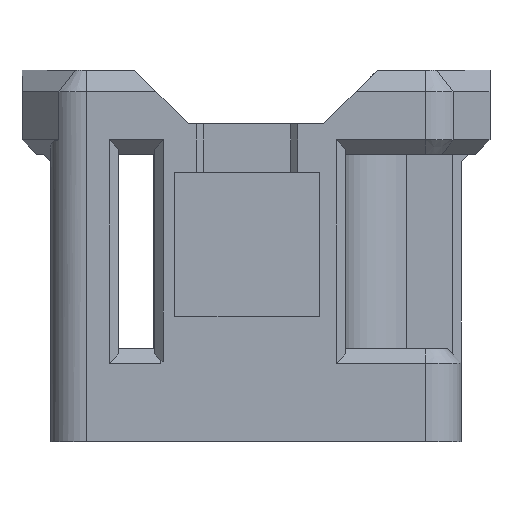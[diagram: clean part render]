
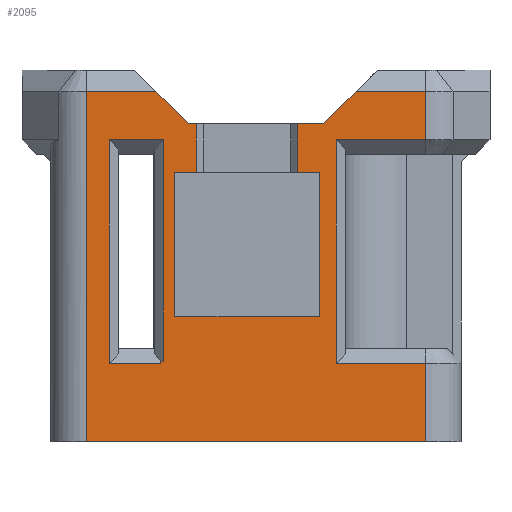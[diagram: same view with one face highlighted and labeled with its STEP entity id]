
A CAD part, left-side view. The second image highlights one B-rep face of the part: STEP entity #2095.
In plain terms, the highlighted planar face has unit normal (-1, 0, 0).
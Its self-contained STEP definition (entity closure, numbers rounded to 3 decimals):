
#115=FACE_BOUND('',#246,.T.);
#133=FACE_OUTER_BOUND('',#245,.T.);
#245=EDGE_LOOP('',(#1387,#1388,#1389,#1390,#1391,#1392,#1393,#1394,#1395,
#1396,#1397,#1398,#1399,#1400,#1401,#1402,#1403,#1404,#1405,#1406));
#246=EDGE_LOOP('',(#1407,#1408,#1409,#1410,#1411,#1412));
#375=LINE('',#2920,#621);
#376=LINE('',#2922,#622);
#377=LINE('',#2924,#623);
#378=LINE('',#2926,#624);
#379=LINE('',#2928,#625);
#380=LINE('',#2930,#626);
#381=LINE('',#2932,#627);
#382=LINE('',#2934,#628);
#383=LINE('',#2936,#629);
#384=LINE('',#2938,#630);
#385=LINE('',#2940,#631);
#386=LINE('',#2942,#632);
#387=LINE('',#2944,#633);
#388=LINE('',#2946,#634);
#389=LINE('',#2948,#635);
#390=LINE('',#2950,#636);
#391=LINE('',#2952,#637);
#392=LINE('',#2954,#638);
#393=LINE('',#2956,#639);
#394=LINE('',#2957,#640);
#395=LINE('',#2960,#641);
#396=LINE('',#2962,#642);
#397=LINE('',#2964,#643);
#398=LINE('',#2966,#644);
#399=LINE('',#2968,#645);
#400=LINE('',#2969,#646);
#621=VECTOR('',#2374,1000.);
#622=VECTOR('',#2375,1000.);
#623=VECTOR('',#2376,1000.);
#624=VECTOR('',#2377,1000.);
#625=VECTOR('',#2378,1000.);
#626=VECTOR('',#2379,1000.);
#627=VECTOR('',#2380,1000.);
#628=VECTOR('',#2381,1000.);
#629=VECTOR('',#2382,1000.);
#630=VECTOR('',#2383,1000.);
#631=VECTOR('',#2384,1000.);
#632=VECTOR('',#2385,1000.);
#633=VECTOR('',#2386,1000.);
#634=VECTOR('',#2387,1000.);
#635=VECTOR('',#2388,1000.);
#636=VECTOR('',#2389,1000.);
#637=VECTOR('',#2390,1000.);
#638=VECTOR('',#2391,1000.);
#639=VECTOR('',#2392,1000.);
#640=VECTOR('',#2393,1000.);
#641=VECTOR('',#2394,1000.);
#642=VECTOR('',#2395,1000.);
#643=VECTOR('',#2396,1000.);
#644=VECTOR('',#2397,1000.);
#645=VECTOR('',#2398,10.);
#646=VECTOR('',#2399,10.);
#867=VERTEX_POINT('',#2918);
#868=VERTEX_POINT('',#2919);
#869=VERTEX_POINT('',#2921);
#870=VERTEX_POINT('',#2923);
#871=VERTEX_POINT('',#2925);
#872=VERTEX_POINT('',#2927);
#873=VERTEX_POINT('',#2929);
#874=VERTEX_POINT('',#2931);
#875=VERTEX_POINT('',#2933);
#876=VERTEX_POINT('',#2935);
#877=VERTEX_POINT('',#2937);
#878=VERTEX_POINT('',#2939);
#879=VERTEX_POINT('',#2941);
#880=VERTEX_POINT('',#2943);
#881=VERTEX_POINT('',#2945);
#882=VERTEX_POINT('',#2947);
#883=VERTEX_POINT('',#2949);
#884=VERTEX_POINT('',#2951);
#885=VERTEX_POINT('',#2953);
#886=VERTEX_POINT('',#2955);
#887=VERTEX_POINT('',#2958);
#888=VERTEX_POINT('',#2959);
#889=VERTEX_POINT('',#2961);
#890=VERTEX_POINT('',#2963);
#891=VERTEX_POINT('',#2965);
#892=VERTEX_POINT('',#2967);
#1073=EDGE_CURVE('',#867,#868,#375,.T.);
#1074=EDGE_CURVE('',#869,#868,#376,.T.);
#1075=EDGE_CURVE('',#870,#869,#377,.T.);
#1076=EDGE_CURVE('',#871,#870,#378,.T.);
#1077=EDGE_CURVE('',#872,#871,#379,.T.);
#1078=EDGE_CURVE('',#873,#872,#380,.T.);
#1079=EDGE_CURVE('',#874,#873,#381,.T.);
#1080=EDGE_CURVE('',#875,#874,#382,.T.);
#1081=EDGE_CURVE('',#876,#875,#383,.T.);
#1082=EDGE_CURVE('',#877,#876,#384,.T.);
#1083=EDGE_CURVE('',#877,#878,#385,.F.);
#1084=EDGE_CURVE('',#878,#879,#386,.F.);
#1085=EDGE_CURVE('',#880,#879,#387,.F.);
#1086=EDGE_CURVE('',#881,#880,#388,.F.);
#1087=EDGE_CURVE('',#881,#882,#389,.F.);
#1088=EDGE_CURVE('',#883,#882,#390,.T.);
#1089=EDGE_CURVE('',#884,#883,#391,.T.);
#1090=EDGE_CURVE('',#885,#884,#392,.F.);
#1091=EDGE_CURVE('',#886,#885,#393,.T.);
#1092=EDGE_CURVE('',#886,#867,#394,.T.);
#1093=EDGE_CURVE('',#887,#888,#395,.T.);
#1094=EDGE_CURVE('',#889,#887,#396,.T.);
#1095=EDGE_CURVE('',#890,#889,#397,.T.);
#1096=EDGE_CURVE('',#891,#890,#398,.T.);
#1097=EDGE_CURVE('',#891,#892,#399,.T.);
#1098=EDGE_CURVE('',#888,#892,#400,.T.);
#1387=ORIENTED_EDGE('',*,*,#1073,.T.);
#1388=ORIENTED_EDGE('',*,*,#1074,.F.);
#1389=ORIENTED_EDGE('',*,*,#1075,.F.);
#1390=ORIENTED_EDGE('',*,*,#1076,.F.);
#1391=ORIENTED_EDGE('',*,*,#1077,.F.);
#1392=ORIENTED_EDGE('',*,*,#1078,.F.);
#1393=ORIENTED_EDGE('',*,*,#1079,.F.);
#1394=ORIENTED_EDGE('',*,*,#1080,.F.);
#1395=ORIENTED_EDGE('',*,*,#1081,.F.);
#1396=ORIENTED_EDGE('',*,*,#1082,.F.);
#1397=ORIENTED_EDGE('',*,*,#1083,.T.);
#1398=ORIENTED_EDGE('',*,*,#1084,.T.);
#1399=ORIENTED_EDGE('',*,*,#1085,.F.);
#1400=ORIENTED_EDGE('',*,*,#1086,.F.);
#1401=ORIENTED_EDGE('',*,*,#1087,.T.);
#1402=ORIENTED_EDGE('',*,*,#1088,.F.);
#1403=ORIENTED_EDGE('',*,*,#1089,.F.);
#1404=ORIENTED_EDGE('',*,*,#1090,.F.);
#1405=ORIENTED_EDGE('',*,*,#1091,.F.);
#1406=ORIENTED_EDGE('',*,*,#1092,.T.);
#1407=ORIENTED_EDGE('',*,*,#1093,.F.);
#1408=ORIENTED_EDGE('',*,*,#1094,.F.);
#1409=ORIENTED_EDGE('',*,*,#1095,.F.);
#1410=ORIENTED_EDGE('',*,*,#1096,.F.);
#1411=ORIENTED_EDGE('',*,*,#1097,.T.);
#1412=ORIENTED_EDGE('',*,*,#1098,.F.);
#2015=PLANE('',#2221);
#2095=ADVANCED_FACE('',(#133,#115),#2015,.T.);
#2221=AXIS2_PLACEMENT_3D('',#2917,#2372,#2373);
#2372=DIRECTION('center_axis',(-1.,0.,0.));
#2373=DIRECTION('ref_axis',(0.,0.,-1.));
#2374=DIRECTION('',(0.,-1.,0.));
#2375=DIRECTION('',(0.,0.,-1.));
#2376=DIRECTION('',(0.,-1.,0.));
#2377=DIRECTION('',(0.,0.,-1.));
#2378=DIRECTION('',(0.,1.,0.));
#2379=DIRECTION('',(0.,0.,-1.));
#2380=DIRECTION('',(0.,-1.,0.));
#2381=DIRECTION('',(0.,-0.707,0.707));
#2382=DIRECTION('',(0.,-1.,0.));
#2383=DIRECTION('',(0.,0.,1.));
#2384=DIRECTION('',(0.,1.,0.));
#2385=DIRECTION('',(0.,0.,1.));
#2386=DIRECTION('',(0.,1.,0.));
#2387=DIRECTION('',(0.,0.,1.));
#2388=DIRECTION('',(0.,1.,0.));
#2389=DIRECTION('',(0.,0.,-1.));
#2390=DIRECTION('',(0.,-1.,0.));
#2391=DIRECTION('',(0.,0.707,0.707));
#2392=DIRECTION('',(0.,-1.,0.));
#2393=DIRECTION('',(0.,0.,-1.));
#2394=DIRECTION('',(0.,-1.,0.));
#2395=DIRECTION('',(0.,0.,-1.));
#2396=DIRECTION('',(0.,1.,0.));
#2397=DIRECTION('',(0.,0.,1.));
#2398=DIRECTION('',(0.,1.,0.));
#2399=DIRECTION('',(0.,0.,1.));
#2917=CARTESIAN_POINT('Origin',(45.,11.875,5.));
#2918=CARTESIAN_POINT('',(45.,23.75,5.));
#2919=CARTESIAN_POINT('',(45.,-23.75,5.));
#2920=CARTESIAN_POINT('',(45.,-17.25,5.));
#2921=CARTESIAN_POINT('',(45.,-23.75,16.));
#2922=CARTESIAN_POINT('',(45.,-23.75,5.));
#2923=CARTESIAN_POINT('',(45.,-11.242,16.));
#2924=CARTESIAN_POINT('',(45.,11.875,16.));
#2925=CARTESIAN_POINT('',(45.,-11.242,47.25));
#2926=CARTESIAN_POINT('',(45.,-11.242,18.));
#2927=CARTESIAN_POINT('',(45.,-23.75,47.25));
#2928=CARTESIAN_POINT('',(45.,-11.242,47.25));
#2929=CARTESIAN_POINT('',(45.,-23.75,54.));
#2930=CARTESIAN_POINT('',(45.,-23.75,47.5));
#2931=CARTESIAN_POINT('',(45.,-14.,54.));
#2932=CARTESIAN_POINT('',(45.,11.875,54.));
#2933=CARTESIAN_POINT('',(45.,-9.5,49.5));
#2934=CARTESIAN_POINT('',(45.,23.438,16.563));
#2935=CARTESIAN_POINT('',(45.,-5.85,49.5));
#2936=CARTESIAN_POINT('',(45.,0.,49.5));
#2937=CARTESIAN_POINT('',(45.,-5.85,42.7));
#2938=CARTESIAN_POINT('',(45.,-5.85,5.));
#2939=CARTESIAN_POINT('',(45.,-8.85,42.7));
#2940=CARTESIAN_POINT('',(45.,0.,42.7));
#2941=CARTESIAN_POINT('',(45.,-8.85,22.5));
#2942=CARTESIAN_POINT('',(45.,-8.85,42.6));
#2943=CARTESIAN_POINT('',(45.,11.35,22.5));
#2944=CARTESIAN_POINT('',(45.,0.859,22.5));
#2945=CARTESIAN_POINT('',(45.,11.35,42.7));
#2946=CARTESIAN_POINT('',(45.,11.35,42.6));
#2947=CARTESIAN_POINT('',(45.,8.35,42.7));
#2948=CARTESIAN_POINT('',(45.,0.,42.7));
#2949=CARTESIAN_POINT('',(45.,8.35,49.5));
#2950=CARTESIAN_POINT('',(45.,8.35,5.));
#2951=CARTESIAN_POINT('',(45.,9.5,49.5));
#2952=CARTESIAN_POINT('',(45.,0.,49.5));
#2953=CARTESIAN_POINT('',(45.,14.,54.));
#2954=CARTESIAN_POINT('',(45.,-11.563,28.438));
#2955=CARTESIAN_POINT('',(45.,23.75,54.));
#2956=CARTESIAN_POINT('',(45.,11.875,54.));
#2957=CARTESIAN_POINT('',(45.,23.75,5.));
#2958=CARTESIAN_POINT('',(45.,20.541,16.));
#2959=CARTESIAN_POINT('',(45.,13.35,16.));
#2960=CARTESIAN_POINT('',(45.,11.875,16.));
#2961=CARTESIAN_POINT('',(45.,20.541,47.25));
#2962=CARTESIAN_POINT('',(45.,20.541,18.));
#2963=CARTESIAN_POINT('',(45.,12.959,47.25));
#2964=CARTESIAN_POINT('',(45.,20.541,47.25));
#2965=CARTESIAN_POINT('',(45.,12.959,16.3));
#2966=CARTESIAN_POINT('',(45.,12.959,5.));
#2967=CARTESIAN_POINT('',(45.,13.35,16.3));
#2968=CARTESIAN_POINT('',(45.,11.35,16.3));
#2969=CARTESIAN_POINT('',(45.,13.35,22.5));
